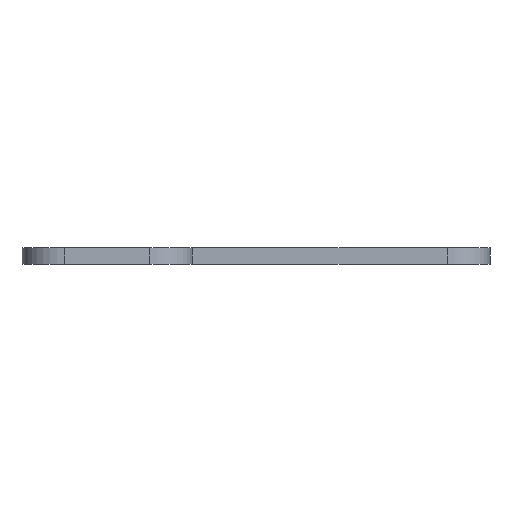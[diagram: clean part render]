
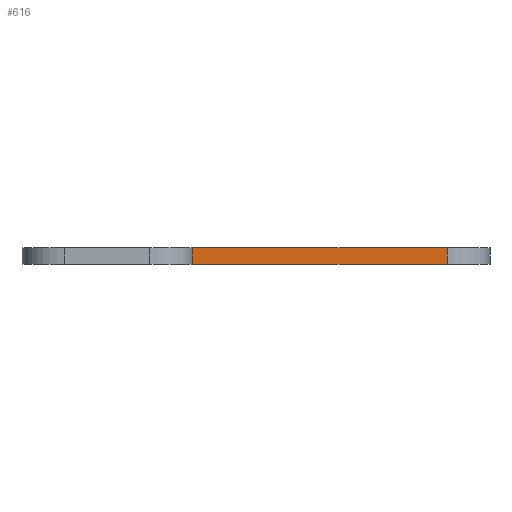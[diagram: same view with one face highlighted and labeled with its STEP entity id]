
A CAD part, left-side view. The second image highlights one B-rep face of the part: STEP entity #616.
In plain terms, the highlighted planar face has unit normal (-1, 0, 0).
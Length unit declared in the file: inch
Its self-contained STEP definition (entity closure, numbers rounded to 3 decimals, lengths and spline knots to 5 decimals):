
#7 = DIRECTION ( 'NONE',  ( 0., 0., 1. ) ) ;
#8 = VERTEX_POINT ( 'NONE', #748 ) ;
#11 = CARTESIAN_POINT ( 'NONE',  ( -0.5, 0., 0.04921 ) ) ;
#35 = LINE ( 'NONE', #466, #94 ) ;
#37 = AXIS2_PLACEMENT_3D ( 'NONE', #361, #668, #770 ) ;
#94 = VECTOR ( 'NONE', #7, 39.37008 ) ;
#146 = VERTEX_POINT ( 'NONE', #1303 ) ;
#151 = ORIENTED_EDGE ( 'NONE', *, *, #552, .T. ) ;
#156 = CARTESIAN_POINT ( 'NONE',  ( -0.5, 0., 0.04921 ) ) ;
#210 = ORIENTED_EDGE ( 'NONE', *, *, #1116, .T. ) ;
#216 = ORIENTED_EDGE ( 'NONE', *, *, #960, .T. ) ;
#217 = VECTOR ( 'NONE', #1096, 39.37008 ) ;
#249 = CARTESIAN_POINT ( 'NONE',  ( -0.5, -1.495, 0.04921 ) ) ;
#301 = LINE ( 'NONE', #513, #1080 ) ;
#308 = DIRECTION ( 'NONE',  ( 0., -1., 0. ) ) ;
#346 = LINE ( 'NONE', #1079, #217 ) ;
#361 = CARTESIAN_POINT ( 'NONE',  ( -0.5, 0., 0.04921 ) ) ;
#425 = ORIENTED_EDGE ( 'NONE', *, *, #427, .F. ) ;
#427 = EDGE_CURVE ( 'NONE', #1331, #943, #301, .T. ) ;
#466 = CARTESIAN_POINT ( 'NONE',  ( -0.5, -1.495, 0.04921 ) ) ;
#484 = DIRECTION ( 'NONE',  ( 0., 0., -1. ) ) ;
#513 = CARTESIAN_POINT ( 'NONE',  ( -0.5, 0., 0.04921 ) ) ;
#552 = EDGE_CURVE ( 'NONE', #8, #146, #346, .T. ) ;
#616 = ADVANCED_FACE ( 'NONE', ( #876 ), #1281, .F. ) ;
#635 = EDGE_LOOP ( 'NONE', ( #151, #216, #425, #210 ) ) ;
#668 = DIRECTION ( 'NONE',  ( 1., 0., 0. ) ) ;
#748 = CARTESIAN_POINT ( 'NONE',  ( -0.5, 0., -0.04921 ) ) ;
#770 = DIRECTION ( 'NONE',  ( 0., 0., -1. ) ) ;
#876 = FACE_OUTER_BOUND ( 'NONE', #635, .T. ) ;
#943 = VERTEX_POINT ( 'NONE', #249 ) ;
#960 = EDGE_CURVE ( 'NONE', #146, #943, #35, .T. ) ;
#1079 = CARTESIAN_POINT ( 'NONE',  ( -0.5, 0., -0.04921 ) ) ;
#1080 = VECTOR ( 'NONE', #308, 39.37008 ) ;
#1096 = DIRECTION ( 'NONE',  ( 0., -1., 0. ) ) ;
#1116 = EDGE_CURVE ( 'NONE', #1331, #8, #1199, .T. ) ;
#1127 = VECTOR ( 'NONE', #484, 39.37008 ) ;
#1199 = LINE ( 'NONE', #156, #1127 ) ;
#1281 = PLANE ( 'NONE',  #37 ) ;
#1303 = CARTESIAN_POINT ( 'NONE',  ( -0.5, -1.495, -0.04921 ) ) ;
#1331 = VERTEX_POINT ( 'NONE', #11 ) ;
